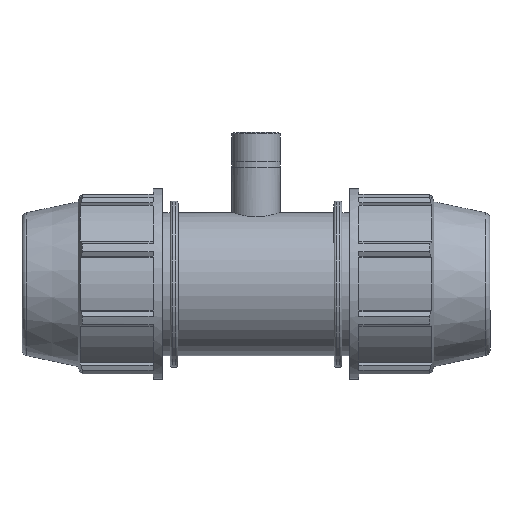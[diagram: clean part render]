
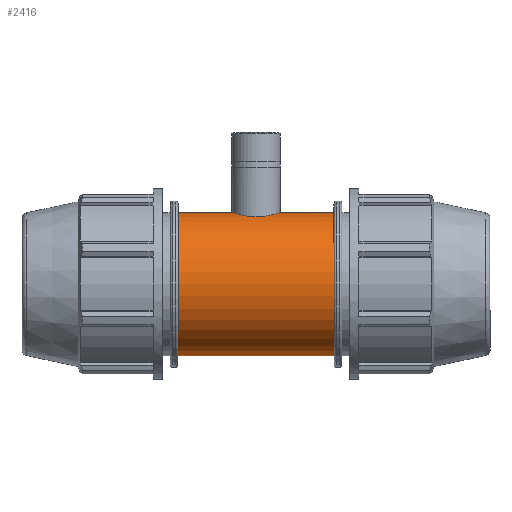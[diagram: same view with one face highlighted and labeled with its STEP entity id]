
A CAD part, top view. The second image highlights one B-rep face of the part: STEP entity #2416.
In plain terms, the highlighted cylindrical face has radius 49.5 mm (diameter 99 mm), a full revolution.
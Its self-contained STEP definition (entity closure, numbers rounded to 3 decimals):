
#29=B_SPLINE_CURVE_WITH_KNOTS('',3,(#3832,#3833,#3834,#3835,#3836,#3837,
#3838,#3839,#3840,#3841,#3842,#3843,#3844,#3845,#3846,#3847,#3848,#3849,
#3850,#3851,#3852,#3853,#3854,#3855,#3856,#3857,#3858,#3859,#3860,#3861,
#3862,#3863,#3864,#3865,#3866,#3867,#3868,#3869,#3870,#3871,#3872,#3873,
#3874,#3875,#3876,#3877,#3878,#3879,#3880,#3881,#3882,#3883,#3884,#3885,
#3886,#3887,#3888,#3889,#3890,#3891,#3892,#3893,#3894,#3895,#3896,#3897),
 .UNSPECIFIED.,.T.,.F.,(4,2,2,2,2,2,2,2,2,2,2,2,2,2,2,2,2,2,2,2,2,2,2,2,
2,2,2,2,2,2,2,2,4),(0.,0.316,0.632,0.948,
1.263,1.579,1.895,2.211,2.526,
2.842,3.158,3.473,3.789,4.105,
4.421,4.737,5.053,5.368,5.684,
6.,6.316,6.632,6.947,7.263,
7.579,7.895,8.21,8.526,8.842,
9.157,9.473,9.789,10.105),
 .UNSPECIFIED.);
#107=FACE_BOUND('',#461,.T.);
#108=FACE_BOUND('',#462,.T.);
#139=CYLINDRICAL_SURFACE('',#2663,49.5);
#278=FACE_OUTER_BOUND('',#460,.T.);
#460=EDGE_LOOP('',(#2177));
#461=EDGE_LOOP('',(#2178));
#462=EDGE_LOOP('',(#2179));
#547=CIRCLE('',#2593,49.5);
#567=CIRCLE('',#2648,49.5);
#1123=VERTEX_POINT('',#3831);
#1159=VERTEX_POINT('',#4072);
#1186=VERTEX_POINT('',#4196);
#1407=EDGE_CURVE('',#1123,#1123,#29,.T.);
#1469=EDGE_CURVE('',#1159,#1159,#547,.T.);
#1517=EDGE_CURVE('',#1186,#1186,#567,.T.);
#2177=ORIENTED_EDGE('',*,*,#1469,.T.);
#2178=ORIENTED_EDGE('',*,*,#1407,.T.);
#2179=ORIENTED_EDGE('',*,*,#1517,.F.);
#2416=ADVANCED_FACE('',(#278,#107,#108),#139,.T.);
#2593=AXIS2_PLACEMENT_3D('',#4073,#3183,#3184);
#2648=AXIS2_PLACEMENT_3D('',#4197,#3314,#3315);
#2663=AXIS2_PLACEMENT_3D('',#4216,#3344,#3345);
#3183=DIRECTION('center_axis',(1.,0.,0.));
#3184=DIRECTION('ref_axis',(0.,0.,-1.));
#3314=DIRECTION('center_axis',(1.,0.,0.));
#3315=DIRECTION('ref_axis',(0.,0.,-1.));
#3344=DIRECTION('center_axis',(1.,0.,0.));
#3345=DIRECTION('ref_axis',(0.,1.,0.));
#3831=CARTESIAN_POINT('',(0.,46.625,16.625));
#3832=CARTESIAN_POINT('Ctrl Pts',(0.,46.625,
16.625));
#3833=CARTESIAN_POINT('Ctrl Pts',(-1.053,46.625,16.625));
#3834=CARTESIAN_POINT('Ctrl Pts',(-2.139,46.661,16.523));
#3835=CARTESIAN_POINT('Ctrl Pts',(-4.293,46.81,16.098));
#3836=CARTESIAN_POINT('Ctrl Pts',(-5.362,46.921,15.775));
#3837=CARTESIAN_POINT('Ctrl Pts',(-7.407,47.199,14.924));
#3838=CARTESIAN_POINT('Ctrl Pts',(-8.386,47.365,14.396));
#3839=CARTESIAN_POINT('Ctrl Pts',(-10.193,47.718,13.178));
#3840=CARTESIAN_POINT('Ctrl Pts',(-11.022,47.905,12.489));
#3841=CARTESIAN_POINT('Ctrl Pts',(-12.489,48.263,11.022));
#3842=CARTESIAN_POINT('Ctrl Pts',(-13.178,48.448,10.193));
#3843=CARTESIAN_POINT('Ctrl Pts',(-14.396,48.793,8.386));
#3844=CARTESIAN_POINT('Ctrl Pts',(-14.924,48.953,7.407));
#3845=CARTESIAN_POINT('Ctrl Pts',(-15.775,49.22,5.362));
#3846=CARTESIAN_POINT('Ctrl Pts',(-16.098,49.325,4.293));
#3847=CARTESIAN_POINT('Ctrl Pts',(-16.523,49.466,2.138));
#3848=CARTESIAN_POINT('Ctrl Pts',(-16.625,49.5,1.052));
#3849=CARTESIAN_POINT('Ctrl Pts',(-16.625,49.5,-1.052));
#3850=CARTESIAN_POINT('Ctrl Pts',(-16.523,49.466,-2.138));
#3851=CARTESIAN_POINT('Ctrl Pts',(-16.098,49.325,-4.293));
#3852=CARTESIAN_POINT('Ctrl Pts',(-15.775,49.22,-5.362));
#3853=CARTESIAN_POINT('Ctrl Pts',(-14.924,48.953,-7.407));
#3854=CARTESIAN_POINT('Ctrl Pts',(-14.396,48.793,-8.386));
#3855=CARTESIAN_POINT('Ctrl Pts',(-13.178,48.448,-10.193));
#3856=CARTESIAN_POINT('Ctrl Pts',(-12.489,48.263,-11.022));
#3857=CARTESIAN_POINT('Ctrl Pts',(-11.022,47.905,-12.489));
#3858=CARTESIAN_POINT('Ctrl Pts',(-10.193,47.718,-13.178));
#3859=CARTESIAN_POINT('Ctrl Pts',(-8.386,47.365,-14.396));
#3860=CARTESIAN_POINT('Ctrl Pts',(-7.407,47.199,-14.924));
#3861=CARTESIAN_POINT('Ctrl Pts',(-5.362,46.921,-15.775));
#3862=CARTESIAN_POINT('Ctrl Pts',(-4.293,46.81,-16.098));
#3863=CARTESIAN_POINT('Ctrl Pts',(-2.139,46.661,-16.523));
#3864=CARTESIAN_POINT('Ctrl Pts',(-1.053,46.625,-16.625));
#3865=CARTESIAN_POINT('Ctrl Pts',(1.053,46.625,-16.625));
#3866=CARTESIAN_POINT('Ctrl Pts',(2.139,46.661,-16.523));
#3867=CARTESIAN_POINT('Ctrl Pts',(4.293,46.81,-16.098));
#3868=CARTESIAN_POINT('Ctrl Pts',(5.362,46.921,-15.775));
#3869=CARTESIAN_POINT('Ctrl Pts',(7.407,47.199,-14.924));
#3870=CARTESIAN_POINT('Ctrl Pts',(8.386,47.365,-14.396));
#3871=CARTESIAN_POINT('Ctrl Pts',(10.193,47.718,-13.178));
#3872=CARTESIAN_POINT('Ctrl Pts',(11.022,47.905,-12.489));
#3873=CARTESIAN_POINT('Ctrl Pts',(12.489,48.263,-11.022));
#3874=CARTESIAN_POINT('Ctrl Pts',(13.178,48.448,-10.193));
#3875=CARTESIAN_POINT('Ctrl Pts',(14.396,48.793,-8.386));
#3876=CARTESIAN_POINT('Ctrl Pts',(14.924,48.953,-7.407));
#3877=CARTESIAN_POINT('Ctrl Pts',(15.775,49.22,-5.362));
#3878=CARTESIAN_POINT('Ctrl Pts',(16.098,49.325,-4.293));
#3879=CARTESIAN_POINT('Ctrl Pts',(16.523,49.466,-2.138));
#3880=CARTESIAN_POINT('Ctrl Pts',(16.625,49.5,-1.052));
#3881=CARTESIAN_POINT('Ctrl Pts',(16.625,49.5,1.052));
#3882=CARTESIAN_POINT('Ctrl Pts',(16.523,49.466,2.138));
#3883=CARTESIAN_POINT('Ctrl Pts',(16.098,49.325,4.293));
#3884=CARTESIAN_POINT('Ctrl Pts',(15.775,49.22,5.362));
#3885=CARTESIAN_POINT('Ctrl Pts',(14.924,48.953,7.407));
#3886=CARTESIAN_POINT('Ctrl Pts',(14.396,48.793,8.386));
#3887=CARTESIAN_POINT('Ctrl Pts',(13.178,48.448,10.193));
#3888=CARTESIAN_POINT('Ctrl Pts',(12.489,48.263,11.022));
#3889=CARTESIAN_POINT('Ctrl Pts',(11.022,47.905,12.489));
#3890=CARTESIAN_POINT('Ctrl Pts',(10.193,47.718,13.178));
#3891=CARTESIAN_POINT('Ctrl Pts',(8.386,47.365,14.396));
#3892=CARTESIAN_POINT('Ctrl Pts',(7.407,47.199,14.924));
#3893=CARTESIAN_POINT('Ctrl Pts',(5.362,46.921,15.775));
#3894=CARTESIAN_POINT('Ctrl Pts',(4.293,46.81,16.098));
#3895=CARTESIAN_POINT('Ctrl Pts',(2.139,46.661,16.523));
#3896=CARTESIAN_POINT('Ctrl Pts',(1.053,46.625,16.625));
#3897=CARTESIAN_POINT('Ctrl Pts',(0.,46.625,
16.625));
#4072=CARTESIAN_POINT('',(-54.,49.5,0.));
#4073=CARTESIAN_POINT('Origin',(-54.,0.,0.));
#4196=CARTESIAN_POINT('',(54.,49.5,0.));
#4197=CARTESIAN_POINT('Origin',(54.,0.,0.));
#4216=CARTESIAN_POINT('Origin',(27.,0.,0.));
